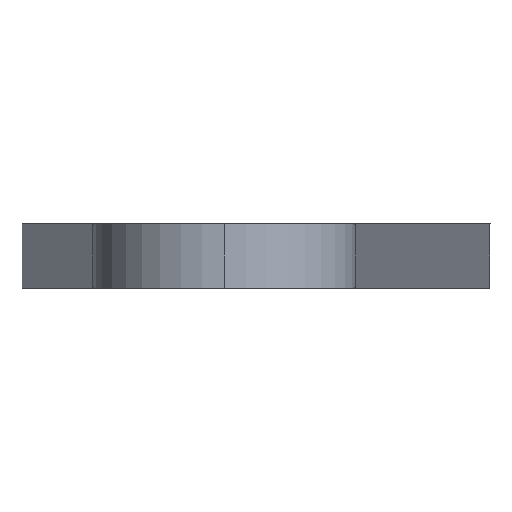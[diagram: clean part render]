
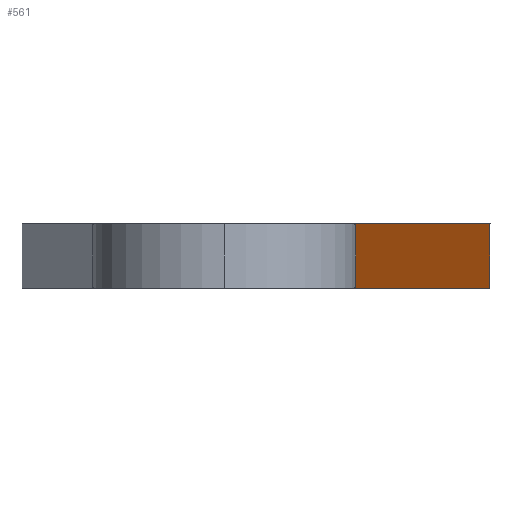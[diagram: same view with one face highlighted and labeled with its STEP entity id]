
A CAD part, left-side view. The second image highlights one B-rep face of the part: STEP entity #561.
In plain terms, the highlighted planar face has unit normal (-0.085, -0.996, 0).
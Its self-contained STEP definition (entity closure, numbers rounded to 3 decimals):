
#6 = FACE_OUTER_BOUND ( 'NONE', #320, .T. ) ;
#9 = PLANE ( 'NONE',  #222 ) ;
#19 = VERTEX_POINT ( 'NONE', #79 ) ;
#32 = ORIENTED_EDGE ( 'NONE', *, *, #103, .F. ) ;
#50 = VECTOR ( 'NONE', #562, 1000. ) ;
#62 = LINE ( 'NONE', #287, #50 ) ;
#76 = CARTESIAN_POINT ( 'NONE',  ( -98.541, -6.153, 2. ) ) ;
#79 = CARTESIAN_POINT ( 'NONE',  ( -1.231, -14.448, 2. ) ) ;
#80 = ORIENTED_EDGE ( 'NONE', *, *, #409, .T. ) ;
#103 = EDGE_CURVE ( 'NONE', #314, #397, #493, .T. ) ;
#107 = DIRECTION ( 'NONE',  ( -0.085, -0.996, 0. ) ) ;
#113 = VECTOR ( 'NONE', #399, 1000. ) ;
#170 = CARTESIAN_POINT ( 'NONE',  ( -1.231, -14.448, 2. ) ) ;
#184 = CARTESIAN_POINT ( 'NONE',  ( -1.231, -14.448, -2. ) ) ;
#216 = LINE ( 'NONE', #411, #428 ) ;
#222 = AXIS2_PLACEMENT_3D ( 'NONE', #519, #107, #290 ) ;
#266 = VERTEX_POINT ( 'NONE', #76 ) ;
#287 = CARTESIAN_POINT ( 'NONE',  ( -98.541, -6.153, 2. ) ) ;
#290 = DIRECTION ( 'NONE',  ( 0.996, -0.085, 0. ) ) ;
#304 = DIRECTION ( 'NONE',  ( -0.996, 0.085, 0. ) ) ;
#314 = VERTEX_POINT ( 'NONE', #184 ) ;
#320 = EDGE_LOOP ( 'NONE', ( #349, #32, #80, #494 ) ) ;
#349 = ORIENTED_EDGE ( 'NONE', *, *, #553, .F. ) ;
#385 = EDGE_CURVE ( 'NONE', #19, #266, #216, .T. ) ;
#392 = DIRECTION ( 'NONE',  ( -0.996, 0.085, 0. ) ) ;
#395 = LINE ( 'NONE', #170, #113 ) ;
#397 = VERTEX_POINT ( 'NONE', #505 ) ;
#399 = DIRECTION ( 'NONE',  ( 0., 0., 1. ) ) ;
#409 = EDGE_CURVE ( 'NONE', #314, #19, #395, .T. ) ;
#411 = CARTESIAN_POINT ( 'NONE',  ( -1.231, -14.448, 2. ) ) ;
#428 = VECTOR ( 'NONE', #304, 1000. ) ;
#453 = VECTOR ( 'NONE', #392, 1000. ) ;
#493 = LINE ( 'NONE', #588, #453 ) ;
#494 = ORIENTED_EDGE ( 'NONE', *, *, #385, .T. ) ;
#505 = CARTESIAN_POINT ( 'NONE',  ( -98.541, -6.153, -2. ) ) ;
#519 = CARTESIAN_POINT ( 'NONE',  ( -1.231, -14.448, 2. ) ) ;
#553 = EDGE_CURVE ( 'NONE', #397, #266, #62, .T. ) ;
#561 = ADVANCED_FACE ( 'NONE', ( #6 ), #9, .T. ) ;
#562 = DIRECTION ( 'NONE',  ( 0., 0., 1. ) ) ;
#588 = CARTESIAN_POINT ( 'NONE',  ( -1.231, -14.448, -2. ) ) ;
